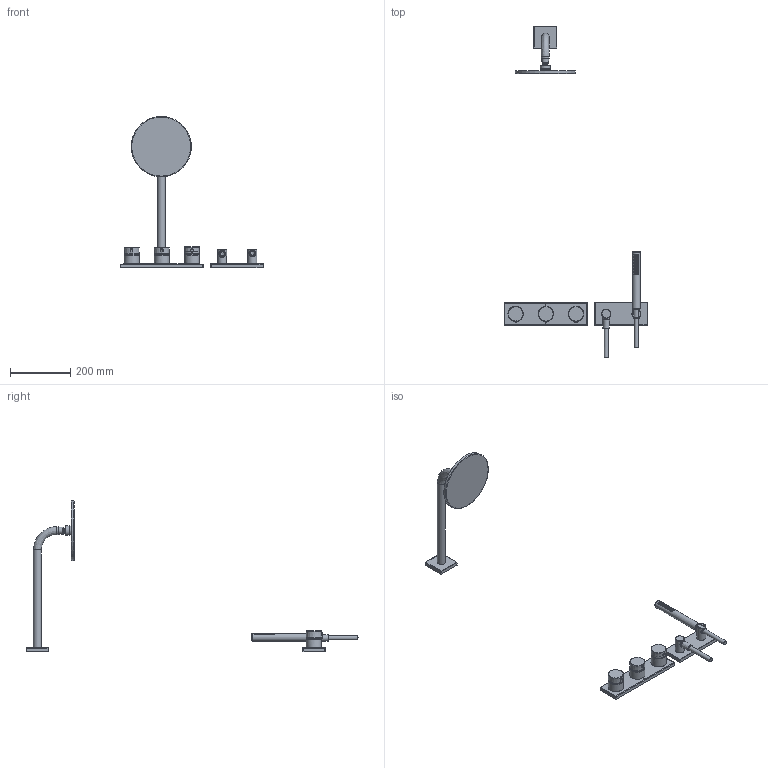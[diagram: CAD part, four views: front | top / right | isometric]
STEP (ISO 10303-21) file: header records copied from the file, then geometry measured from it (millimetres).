
FILE_DESCRIPTION (( 'STEP AP203' ), '1' );
FILE_NAME ('2272+44870170.STEP', '2017-03-09T05:45:58', ( '' ), ( '' ), 'SwSTEP 2.0', 'SolidWorks 2016', '' );
FILE_SCHEMA (( 'CONFIG_CONTROL_DESIGN' ));
Length unit declared in the file: millimetre
Products named in the file (1): 2272+44870170
Bounding box: 474.43 x 1098.47 x 499.7 mm (x, y, z)
Volume: 1474896.4 mm3; surface area: 300464.1 mm2
Topology: 10 solids, 10 shells, 263 faces, 500 edges, 336 vertices
Faces by surface type: cylinder 104, plane 62, bspline 62, torus 15, cone 12, sphere 8
Full cylindrical faces by diameter (mm): 14 x2, 17.2 x1, 20.96 x1, 21 x2, 22.8 x1, 25 x1, 26 x3, 30 x2, 31.6 x1, 32 x1, 46 x2, 48.4 x1, 49 x2, 50 x3, 199.4 x1
Entity records: 13947 total; most frequent: CARTESIAN_POINT 9524, ORIENTED_EDGE 838, DIRECTION 694, EDGE_CURVE 419, EDGE_LOOP 392, VERTEX_POINT 307, AXIS2_PLACEMENT_3D 306, FACE_OUTER_BOUND 303
